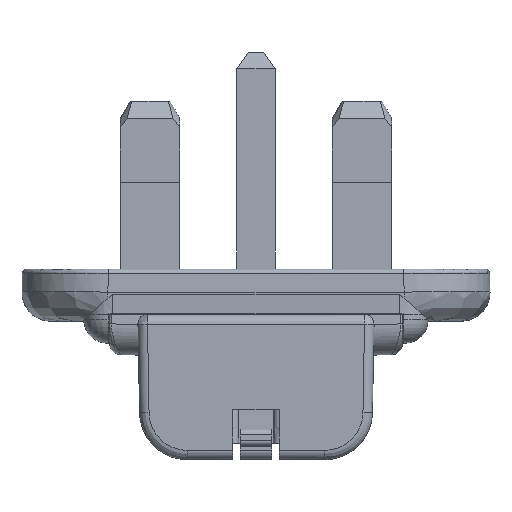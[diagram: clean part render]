
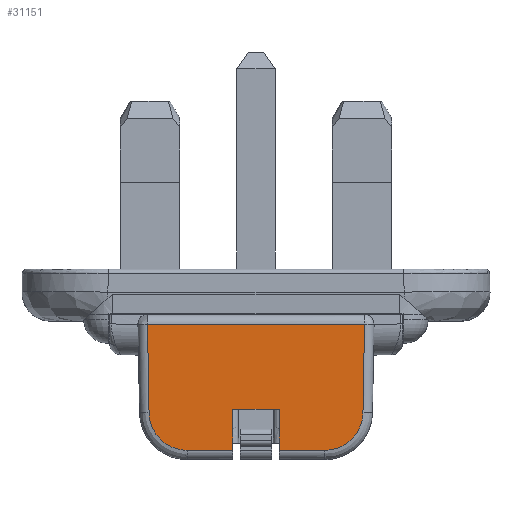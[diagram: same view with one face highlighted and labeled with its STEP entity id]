
A CAD part, front view. The second image highlights one B-rep face of the part: STEP entity #31151.
In plain terms, the highlighted planar face has unit normal (0, -1, -0.018).
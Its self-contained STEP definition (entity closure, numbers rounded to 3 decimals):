
#131 = LINE ( 'NONE', #26052, #21203 ) ;
#375 = EDGE_CURVE ( 'NONE', #28487, #15738, #28361, .T. ) ;
#681 = CARTESIAN_POINT ( 'NONE',  ( 0., -19.17, -3.07 ) ) ;
#750 = ORIENTED_EDGE ( 'NONE', *, *, #13087, .T. ) ;
#839 = ORIENTED_EDGE ( 'NONE', *, *, #1314, .F. ) ;
#914 = ORIENTED_EDGE ( 'NONE', *, *, #1534, .T. ) ;
#1113 = DIRECTION ( 'NONE',  ( 0., 0.017, -1. ) ) ;
#1293 = LINE ( 'NONE', #24444, #29611 ) ;
#1314 = EDGE_CURVE ( 'NONE', #16666, #31485, #14293, .T. ) ;
#1534 = EDGE_CURVE ( 'NONE', #16666, #22432, #24561, .T. ) ;
#1741 = CARTESIAN_POINT ( 'NONE',  ( 7.725, -18.922, -17.285 ) ) ;
#2026 = CARTESIAN_POINT ( 'NONE',  ( -11.088, -18.973, -14.377 ) ) ;
#2144 = CARTESIAN_POINT ( 'NONE',  ( -7.205, -18.922, -17.285 ) ) ;
#2682 = VECTOR ( 'NONE', #34733, 1000. ) ;
#2735 = EDGE_CURVE ( 'NONE', #22593, #22432, #1293, .T. ) ;
#3651 = CARTESIAN_POINT ( 'NONE',  ( 2.45, -18.997, -13. ) ) ;
#3783 = VECTOR ( 'NONE', #34419, 1000. ) ;
#4060 = ORIENTED_EDGE ( 'NONE', *, *, #16314, .T. ) ;
#4167 = CARTESIAN_POINT ( 'NONE',  ( 11.204, -18.991, -13.355 ) ) ;
#4263 = VECTOR ( 'NONE', #23159, 1000. ) ;
#4265 = ORIENTED_EDGE ( 'NONE', *, *, #10777, .T. ) ;
#5396 = VECTOR ( 'NONE', #28325, 1000. ) ;
#5650 = DIRECTION ( 'NONE',  ( 0., -0.017, 1. ) ) ;
#6230 = DIRECTION ( 'NONE',  ( 0., 0.017, -1. ) ) ;
#7266 = CARTESIAN_POINT ( 'NONE',  ( 9.193, -18.931, -16.796 ) ) ;
#7563 = CARTESIAN_POINT ( 'NONE',  ( -11.195, -18.982, -13.876 ) ) ;
#7861 = VERTEX_POINT ( 'NONE', #16391 ) ;
#8573 = ORIENTED_EDGE ( 'NONE', *, *, #24986, .T. ) ;
#9187 = CARTESIAN_POINT ( 'NONE',  ( 0., -18.922, -17.285 ) ) ;
#9703 = DIRECTION ( 'NONE',  ( 0.017, -0.017, 1. ) ) ;
#9747 = CARTESIAN_POINT ( 'NONE',  ( -11.204, -18.991, -13.355 ) ) ;
#9867 = EDGE_CURVE ( 'NONE', #15738, #31485, #31918, .T. ) ;
#10053 = CARTESIAN_POINT ( 'NONE',  ( 10.381, -18.949, -15.773 ) ) ;
#10066 = CARTESIAN_POINT ( 'NONE',  ( -11.366, -19.153, -4.087 ) ) ;
#10338 = CARTESIAN_POINT ( 'NONE',  ( -11.204, -18.991, -13.355 ) ) ;
#10777 = EDGE_CURVE ( 'NONE', #11301, #32412, #14804, .T. ) ;
#10782 = B_SPLINE_CURVE_WITH_KNOTS ( 'NONE', 3,
 ( #20964, #1741, #23715, #7266, #26429, #10053, #29169, #12800, #31911, #15591 ),
 .UNSPECIFIED., .F., .F.,
 ( 4, 2, 2, 2, 4 ),
 ( 0., 0.25, 0.5, 0.75, 1. ),
 .UNSPECIFIED. ) ;
#11301 = VERTEX_POINT ( 'NONE', #12361 ) ;
#11947 = LINE ( 'NONE', #10066, #3783 ) ;
#12128 = EDGE_CURVE ( 'NONE', #34884, #11301, #10782, .T. ) ;
#12361 = CARTESIAN_POINT ( 'NONE',  ( 11.204, -18.991, -13.355 ) ) ;
#12445 = DIRECTION ( 'NONE',  ( 1., 0., 0. ) ) ;
#12800 = CARTESIAN_POINT ( 'NONE',  ( 11.088, -18.973, -14.377 ) ) ;
#12884 = CARTESIAN_POINT ( 'NONE',  ( 0., -18.997, -13. ) ) ;
#13087 = EDGE_CURVE ( 'NONE', #22593, #34884, #131, .T. ) ;
#13094 = CARTESIAN_POINT ( 'NONE',  ( -10.381, -18.949, -15.772 ) ) ;
#14293 = LINE ( 'NONE', #14834, #35222 ) ;
#14804 = LINE ( 'NONE', #4167, #27612 ) ;
#14834 = CARTESIAN_POINT ( 'NONE',  ( -2.45, -18.997, -13. ) ) ;
#14864 = ORIENTED_EDGE ( 'NONE', *, *, #12128, .T. ) ;
#15591 = CARTESIAN_POINT ( 'NONE',  ( 11.204, -18.991, -13.355 ) ) ;
#15616 = FACE_OUTER_BOUND ( 'NONE', #18937, .T. ) ;
#15738 = VERTEX_POINT ( 'NONE', #23090 ) ;
#15841 = CARTESIAN_POINT ( 'NONE',  ( -2.45, -18.922, -17.285 ) ) ;
#15869 = CARTESIAN_POINT ( 'NONE',  ( -9.193, -18.931, -16.795 ) ) ;
#16314 = EDGE_CURVE ( 'NONE', #32412, #7861, #19758, .T. ) ;
#16391 = CARTESIAN_POINT ( 'NONE',  ( -11.366, -19.153, -4.087 ) ) ;
#16630 = CARTESIAN_POINT ( 'NONE',  ( 11.366, -19.153, -4.087 ) ) ;
#16666 = VERTEX_POINT ( 'NONE', #35520 ) ;
#16841 = CARTESIAN_POINT ( 'NONE',  ( 7.205, -18.922, -17.285 ) ) ;
#17174 = PLANE ( 'NONE',  #17211 ) ;
#17211 = AXIS2_PLACEMENT_3D ( 'NONE', #681, #22667, #6230 ) ;
#17423 = ORIENTED_EDGE ( 'NONE', *, *, #9867, .T. ) ;
#17724 = ORIENTED_EDGE ( 'NONE', *, *, #375, .T. ) ;
#18345 = ORIENTED_EDGE ( 'NONE', *, *, #2735, .F. ) ;
#18629 = CARTESIAN_POINT ( 'NONE',  ( -7.726, -18.922, -17.285 ) ) ;
#18937 = EDGE_LOOP ( 'NONE', ( #839, #914, #18345, #750, #14864, #4265, #4060, #8573, #17724, #17423 ) ) ;
#19758 = LINE ( 'NONE', #31230, #4263 ) ;
#20964 = CARTESIAN_POINT ( 'NONE',  ( 7.205, -18.922, -17.285 ) ) ;
#21203 = VECTOR ( 'NONE', #12445, 1000. ) ;
#22432 = VERTEX_POINT ( 'NONE', #3651 ) ;
#22593 = VERTEX_POINT ( 'NONE', #26021 ) ;
#22667 = DIRECTION ( 'NONE',  ( 0., -1., -0.017 ) ) ;
#23090 = CARTESIAN_POINT ( 'NONE',  ( -7.205, -18.922, -17.285 ) ) ;
#23159 = DIRECTION ( 'NONE',  ( -1., 0., 0. ) ) ;
#23715 = CARTESIAN_POINT ( 'NONE',  ( 8.228, -18.924, -17.187 ) ) ;
#24444 = CARTESIAN_POINT ( 'NONE',  ( 2.45, -18.922, -17.285 ) ) ;
#24561 = LINE ( 'NONE', #12884, #2682 ) ;
#24986 = EDGE_CURVE ( 'NONE', #7861, #28487, #11947, .T. ) ;
#26021 = CARTESIAN_POINT ( 'NONE',  ( 2.45, -18.922, -17.285 ) ) ;
#26052 = CARTESIAN_POINT ( 'NONE',  ( 0., -18.922, -17.285 ) ) ;
#26429 = CARTESIAN_POINT ( 'NONE',  ( 9.636, -18.936, -16.504 ) ) ;
#27612 = VECTOR ( 'NONE', #9703, 1000. ) ;
#28325 = DIRECTION ( 'NONE',  ( 1., 0., 0. ) ) ;
#28361 = B_SPLINE_CURVE_WITH_KNOTS ( 'NONE', 3,
 ( #10338, #7563, #2026, #29467, #13094, #32189, #15869, #34940, #18629, #2144 ),
 .UNSPECIFIED., .F., .F.,
 ( 4, 2, 2, 2, 4 ),
 ( 0., 0.25, 0.5, 0.75, 1. ),
 .UNSPECIFIED. ) ;
#28487 = VERTEX_POINT ( 'NONE', #9747 ) ;
#29169 = CARTESIAN_POINT ( 'NONE',  ( 10.679, -18.956, -15.335 ) ) ;
#29467 = CARTESIAN_POINT ( 'NONE',  ( -10.68, -18.956, -15.334 ) ) ;
#29611 = VECTOR ( 'NONE', #5650, 1000. ) ;
#31151 = ADVANCED_FACE ( 'NONE', ( #15616 ), #17174, .T. ) ;
#31230 = CARTESIAN_POINT ( 'NONE',  ( 0., -19.153, -4.087 ) ) ;
#31485 = VERTEX_POINT ( 'NONE', #15841 ) ;
#31911 = CARTESIAN_POINT ( 'NONE',  ( 11.195, -18.982, -13.876 ) ) ;
#31918 = LINE ( 'NONE', #9187, #5396 ) ;
#32189 = CARTESIAN_POINT ( 'NONE',  ( -9.636, -18.936, -16.505 ) ) ;
#32412 = VERTEX_POINT ( 'NONE', #16630 ) ;
#34419 = DIRECTION ( 'NONE',  ( 0.017, 0.017, -1. ) ) ;
#34733 = DIRECTION ( 'NONE',  ( 1., 0., 0. ) ) ;
#34884 = VERTEX_POINT ( 'NONE', #16841 ) ;
#34940 = CARTESIAN_POINT ( 'NONE',  ( -8.227, -18.924, -17.187 ) ) ;
#35222 = VECTOR ( 'NONE', #1113, 1000. ) ;
#35520 = CARTESIAN_POINT ( 'NONE',  ( -2.45, -18.997, -13. ) ) ;
